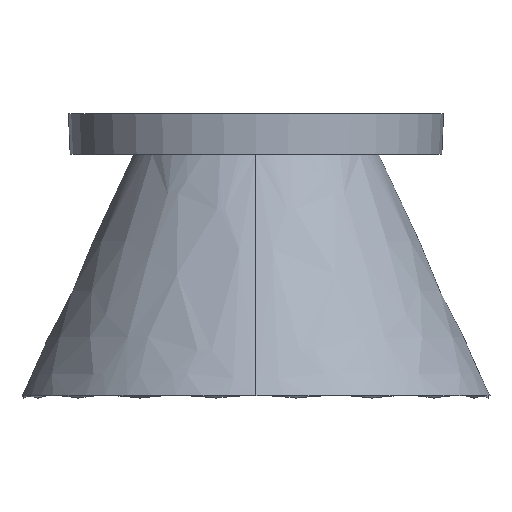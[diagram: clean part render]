
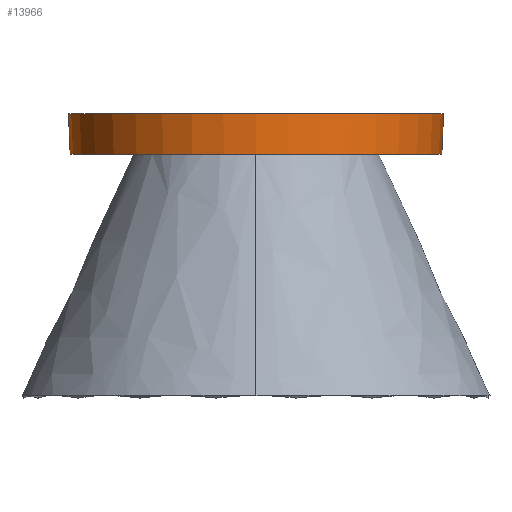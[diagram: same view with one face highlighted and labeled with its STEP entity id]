
A CAD part, left-side view. The second image highlights one B-rep face of the part: STEP entity #13966.
In plain terms, the highlighted conical face has half-angle 2.5 degrees and reference radius 26.95 mm.
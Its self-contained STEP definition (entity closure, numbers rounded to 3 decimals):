
#465 = EDGE_CURVE ( 'NONE', #2610, #16317, #1850, .T. ) ;
#1850 = LINE ( 'NONE', #19683, #14530 ) ;
#2158 = FACE_OUTER_BOUND ( 'NONE', #10298, .T. ) ;
#2428 = LINE ( 'NONE', #25655, #26416 ) ;
#2610 = VERTEX_POINT ( 'NONE', #23153 ) ;
#2781 = DIRECTION ( 'NONE',  ( 0., -1., 0. ) ) ;
#2984 = AXIS2_PLACEMENT_3D ( 'NONE', #10582, #27405, #12966 ) ;
#4974 = CARTESIAN_POINT ( 'NONE',  ( 0., 0., 1.25 ) ) ;
#6174 = ORIENTED_EDGE ( 'NONE', *, *, #12828, .F. ) ;
#6850 = DIRECTION ( 'NONE',  ( 0., -0.044, 0.999 ) ) ;
#7033 = ORIENTED_EDGE ( 'NONE', *, *, #22143, .F. ) ;
#7341 = DIRECTION ( 'NONE',  ( 0., -1., 0. ) ) ;
#8120 = VERTEX_POINT ( 'NONE', #18935 ) ;
#8532 = CIRCLE ( 'NONE', #2984, 26.557 ) ;
#10298 = EDGE_LOOP ( 'NONE', ( #13931, #6174, #15270, #7033 ) ) ;
#10582 = CARTESIAN_POINT ( 'NONE',  ( 0., 0., -4.5 ) ) ;
#10990 = CIRCLE ( 'NONE', #14371, 26.808 ) ;
#12828 = EDGE_CURVE ( 'NONE', #2610, #15060, #8532, .T. ) ;
#12966 = DIRECTION ( 'NONE',  ( 0., 1., 0. ) ) ;
#13931 = ORIENTED_EDGE ( 'NONE', *, *, #17639, .F. ) ;
#13966 = ADVANCED_FACE ( 'NONE', ( #2158 ), #19742, .T. ) ;
#14371 = AXIS2_PLACEMENT_3D ( 'NONE', #4974, #21722, #7341 ) ;
#14530 = VECTOR ( 'NONE', #6850, 1000. ) ;
#15060 = VERTEX_POINT ( 'NONE', #28584 ) ;
#15270 = ORIENTED_EDGE ( 'NONE', *, *, #465, .T. ) ;
#16198 = CARTESIAN_POINT ( 'NONE',  ( 0., -26.808, 1.25 ) ) ;
#16317 = VERTEX_POINT ( 'NONE', #16198 ) ;
#17066 = CARTESIAN_POINT ( 'NONE',  ( 0., 0., 4.5 ) ) ;
#17639 = EDGE_CURVE ( 'NONE', #15060, #8120, #2428, .T. ) ;
#18935 = CARTESIAN_POINT ( 'NONE',  ( 0., 26.808, 1.25 ) ) ;
#19402 = DIRECTION ( 'NONE',  ( 0., 0., 1. ) ) ;
#19683 = CARTESIAN_POINT ( 'NONE',  ( 0., -26.95, 4.5 ) ) ;
#19742 = CONICAL_SURFACE ( 'NONE', #20113, 26.95, 0.044 ) ;
#20113 = AXIS2_PLACEMENT_3D ( 'NONE', #17066, #19402, #2781 ) ;
#21722 = DIRECTION ( 'NONE',  ( 0., 0., 1. ) ) ;
#22143 = EDGE_CURVE ( 'NONE', #8120, #16317, #10990, .T. ) ;
#23153 = CARTESIAN_POINT ( 'NONE',  ( 0., -26.557, -4.5 ) ) ;
#23584 = DIRECTION ( 'NONE',  ( 0., 0.044, 0.999 ) ) ;
#25655 = CARTESIAN_POINT ( 'NONE',  ( 0., 26.95, 4.5 ) ) ;
#26416 = VECTOR ( 'NONE', #23584, 1000. ) ;
#27405 = DIRECTION ( 'NONE',  ( 0., 0., -1. ) ) ;
#28584 = CARTESIAN_POINT ( 'NONE',  ( 0., 26.557, -4.5 ) ) ;
